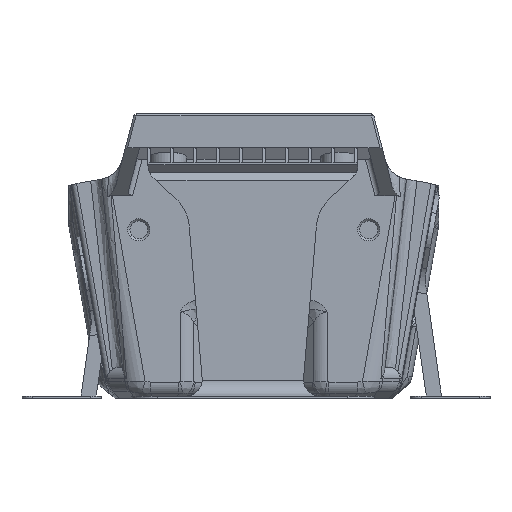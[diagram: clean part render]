
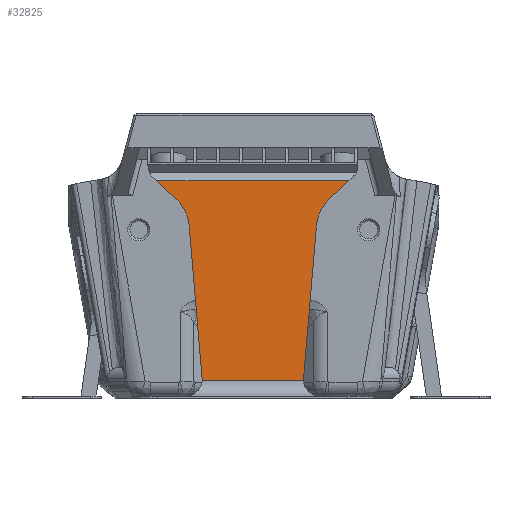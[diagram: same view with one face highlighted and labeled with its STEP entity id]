
A CAD part, front view. The second image highlights one B-rep face of the part: STEP entity #32825.
In plain terms, the highlighted planar face has unit normal (0, -1, 0).
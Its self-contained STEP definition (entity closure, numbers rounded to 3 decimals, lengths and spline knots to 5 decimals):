
#2045=CIRCLE('',#35613,0.003);
#2046=CIRCLE('',#35614,0.003);
#2047=CIRCLE('',#35615,0.008);
#2048=CIRCLE('',#35616,0.008);
#11905=ORIENTED_EDGE('',*,*,#17160,.T.);
#11906=ORIENTED_EDGE('',*,*,#17161,.T.);
#11907=ORIENTED_EDGE('',*,*,#17162,.T.);
#11908=ORIENTED_EDGE('',*,*,#17158,.F.);
#11909=ORIENTED_EDGE('',*,*,#17163,.T.);
#11910=ORIENTED_EDGE('',*,*,#17164,.T.);
#11911=ORIENTED_EDGE('',*,*,#17165,.F.);
#11912=ORIENTED_EDGE('',*,*,#17166,.F.);
#11913=ORIENTED_EDGE('',*,*,#17167,.T.);
#11914=ORIENTED_EDGE('',*,*,#17168,.T.);
#17158=EDGE_CURVE('',#20409,#20410,#23124,.T.);
#17160=EDGE_CURVE('',#20411,#20412,#2045,.T.);
#17161=EDGE_CURVE('',#20412,#20413,#23126,.F.);
#17162=EDGE_CURVE('',#20413,#20410,#2046,.T.);
#17163=EDGE_CURVE('',#20409,#20414,#2047,.T.);
#17164=EDGE_CURVE('',#20414,#20415,#23127,.T.);
#17165=EDGE_CURVE('',#20416,#20415,#23128,.T.);
#17166=EDGE_CURVE('',#20417,#20416,#23129,.T.);
#17167=EDGE_CURVE('',#20417,#20418,#2048,.T.);
#17168=EDGE_CURVE('',#20418,#20411,#23130,.T.);
#20409=VERTEX_POINT('',#63046);
#20410=VERTEX_POINT('',#63048);
#20411=VERTEX_POINT('',#63052);
#20412=VERTEX_POINT('',#63053);
#20413=VERTEX_POINT('',#63055);
#20414=VERTEX_POINT('',#63058);
#20415=VERTEX_POINT('',#63060);
#20416=VERTEX_POINT('',#63062);
#20417=VERTEX_POINT('',#63064);
#20418=VERTEX_POINT('',#63066);
#23124=LINE('',#63047,#25906);
#23126=LINE('',#63054,#25908);
#23127=LINE('',#63059,#25909);
#23128=LINE('',#63061,#25910);
#23129=LINE('',#63063,#25911);
#23130=LINE('',#63067,#25912);
#25906=VECTOR('',#43413,1.);
#25908=VECTOR('',#43419,1.);
#25909=VECTOR('',#43424,1.);
#25910=VECTOR('',#43425,1.);
#25911=VECTOR('',#43426,1.);
#25912=VECTOR('',#43429,1.);
#28047=EDGE_LOOP('',(#11905,#11906,#11907,#11908,#11909,#11910,#11911,#11912,
#11913,#11914));
#30011=FACE_BOUND('',#28047,.T.);
#31018=PLANE('',#35612);
#32825=ADVANCED_FACE('',(#30011),#31018,.F.);
#35612=AXIS2_PLACEMENT_3D('',#63050,#43415,#43416);
#35613=AXIS2_PLACEMENT_3D('',#63051,#43417,#43418);
#35614=AXIS2_PLACEMENT_3D('',#63056,#43420,#43421);
#35615=AXIS2_PLACEMENT_3D('',#63057,#43422,#43423);
#35616=AXIS2_PLACEMENT_3D('',#63065,#43427,#43428);
#43413=DIRECTION('',(-0.084,0.,-0.996));
#43415=DIRECTION('',(0.,1.,0.));
#43416=DIRECTION('',(0.,0.,1.));
#43417=DIRECTION('',(0.,1.,0.));
#43418=DIRECTION('',(0.,0.,1.));
#43419=DIRECTION('',(-1.,0.,0.));
#43420=DIRECTION('',(0.,1.,0.));
#43421=DIRECTION('',(0.,0.,1.));
#43422=DIRECTION('',(0.,1.,0.));
#43423=DIRECTION('',(0.,0.,1.));
#43424=DIRECTION('',(0.731,0.,0.682));
#43425=DIRECTION('',(1.,0.,0.));
#43426=DIRECTION('',(-0.731,0.,0.682));
#43427=DIRECTION('',(0.,1.,0.));
#43428=DIRECTION('',(0.,0.,1.));
#43429=DIRECTION('',(0.084,0.,-0.996));
#63046=CARTESIAN_POINT('',(0.01186,-0.03231,0.03258));
#63047=CARTESIAN_POINT('',(0.03648,-0.03231,0.32472));
#63048=CARTESIAN_POINT('',(0.00942,-0.03231,0.00365));
#63050=CARTESIAN_POINT('',(0.,-0.03231,0.3278));
#63051=CARTESIAN_POINT('',(-0.01277,-0.03231,0.0034));
#63052=CARTESIAN_POINT('',(-0.00978,-0.03231,0.00365));
#63053=CARTESIAN_POINT('',(-0.00977,-0.03231,0.0034));
#63054=CARTESIAN_POINT('',(0.00914,-0.03231,0.0034));
#63055=CARTESIAN_POINT('',(0.00941,-0.03231,0.0034));
#63056=CARTESIAN_POINT('',(0.01241,-0.03231,0.0034));
#63057=CARTESIAN_POINT('',(0.01983,-0.03231,0.03191));
#63058=CARTESIAN_POINT('',(0.01437,-0.03231,0.03776));
#63059=CARTESIAN_POINT('',(0.01674,-0.03231,0.03996));
#63060=CARTESIAN_POINT('',(0.01798,-0.03231,0.04112));
#63061=CARTESIAN_POINT('',(-0.06537,-0.03231,0.04112));
#63062=CARTESIAN_POINT('',(-0.01834,-0.03231,0.04112));
#63063=CARTESIAN_POINT('',(-0.0171,-0.03231,0.03996));
#63064=CARTESIAN_POINT('',(-0.01473,-0.03231,0.03776));
#63065=CARTESIAN_POINT('',(-0.02019,-0.03231,0.03191));
#63066=CARTESIAN_POINT('',(-0.01222,-0.03231,0.03258));
#63067=CARTESIAN_POINT('',(-0.03684,-0.03231,0.32469));
